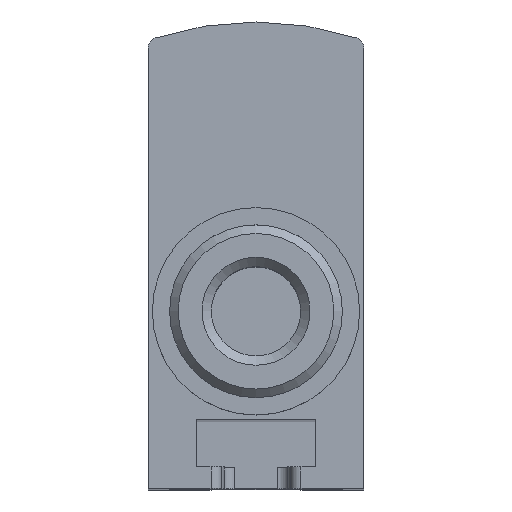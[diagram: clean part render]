
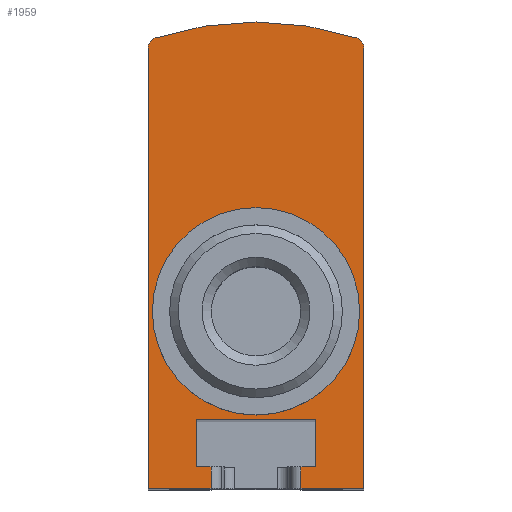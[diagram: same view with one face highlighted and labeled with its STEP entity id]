
A CAD part, top view. The second image highlights one B-rep face of the part: STEP entity #1959.
In plain terms, the highlighted planar face has unit normal (0, 0, 1).
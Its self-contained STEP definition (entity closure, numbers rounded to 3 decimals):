
#74=CIRCLE('',#2063,4.8);
#75=CIRCLE('',#2064,0.5);
#76=CIRCLE('',#2065,15.);
#77=CIRCLE('',#2066,0.5);
#181=ORIENTED_EDGE('',*,*,#553,.T.);
#182=ORIENTED_EDGE('',*,*,#554,.T.);
#183=ORIENTED_EDGE('',*,*,#555,.T.);
#184=ORIENTED_EDGE('',*,*,#556,.T.);
#185=ORIENTED_EDGE('',*,*,#557,.T.);
#186=ORIENTED_EDGE('',*,*,#558,.T.);
#187=ORIENTED_EDGE('',*,*,#559,.T.);
#188=ORIENTED_EDGE('',*,*,#560,.T.);
#189=ORIENTED_EDGE('',*,*,#561,.T.);
#190=ORIENTED_EDGE('',*,*,#562,.T.);
#191=ORIENTED_EDGE('',*,*,#563,.T.);
#192=ORIENTED_EDGE('',*,*,#564,.F.);
#193=ORIENTED_EDGE('',*,*,#565,.T.);
#194=ORIENTED_EDGE('',*,*,#566,.F.);
#195=ORIENTED_EDGE('',*,*,#567,.F.);
#553=EDGE_CURVE('',#737,#737,#74,.T.);
#554=EDGE_CURVE('',#738,#739,#866,.T.);
#555=EDGE_CURVE('',#739,#740,#867,.T.);
#556=EDGE_CURVE('',#740,#741,#868,.T.);
#557=EDGE_CURVE('',#741,#742,#869,.T.);
#558=EDGE_CURVE('',#742,#743,#870,.T.);
#559=EDGE_CURVE('',#743,#744,#75,.T.);
#560=EDGE_CURVE('',#744,#745,#76,.T.);
#561=EDGE_CURVE('',#745,#746,#77,.T.);
#562=EDGE_CURVE('',#746,#747,#871,.T.);
#563=EDGE_CURVE('',#747,#748,#872,.T.);
#564=EDGE_CURVE('',#749,#748,#873,.T.);
#565=EDGE_CURVE('',#749,#750,#874,.T.);
#566=EDGE_CURVE('',#751,#750,#875,.T.);
#567=EDGE_CURVE('',#738,#751,#876,.T.);
#737=VERTEX_POINT('',#2726);
#738=VERTEX_POINT('',#2728);
#739=VERTEX_POINT('',#2729);
#740=VERTEX_POINT('',#2731);
#741=VERTEX_POINT('',#2733);
#742=VERTEX_POINT('',#2735);
#743=VERTEX_POINT('',#2737);
#744=VERTEX_POINT('',#2739);
#745=VERTEX_POINT('',#2741);
#746=VERTEX_POINT('',#2743);
#747=VERTEX_POINT('',#2745);
#748=VERTEX_POINT('',#2747);
#749=VERTEX_POINT('',#2749);
#750=VERTEX_POINT('',#2751);
#751=VERTEX_POINT('',#2753);
#866=LINE('',#2727,#984);
#867=LINE('',#2730,#985);
#868=LINE('',#2732,#986);
#869=LINE('',#2734,#987);
#870=LINE('',#2736,#988);
#871=LINE('',#2744,#989);
#872=LINE('',#2746,#990);
#873=LINE('',#2748,#991);
#874=LINE('',#2750,#992);
#875=LINE('',#2752,#993);
#876=LINE('',#2754,#994);
#984=VECTOR('',#2273,1000.);
#985=VECTOR('',#2274,1000.);
#986=VECTOR('',#2275,1000.);
#987=VECTOR('',#2276,1000.);
#988=VECTOR('',#2277,1000.);
#989=VECTOR('',#2284,1000.);
#990=VECTOR('',#2285,1000.);
#991=VECTOR('',#2286,1000.);
#992=VECTOR('',#2287,1000.);
#993=VECTOR('',#2288,1000.);
#994=VECTOR('',#2289,1000.);
#1076=EDGE_LOOP('',(#181));
#1077=EDGE_LOOP('',(#182,#183,#184,#185,#186,#187,#188,#189,#190,#191,#192,
#193,#194,#195));
#1196=FACE_BOUND('',#1076,.T.);
#1197=FACE_BOUND('',#1077,.T.);
#1314=PLANE('',#2062);
#1959=ADVANCED_FACE('',(#1196,#1197),#1314,.T.);
#2062=AXIS2_PLACEMENT_3D('',#2724,#2269,#2270);
#2063=AXIS2_PLACEMENT_3D('',#2725,#2271,#2272);
#2064=AXIS2_PLACEMENT_3D('',#2738,#2278,#2279);
#2065=AXIS2_PLACEMENT_3D('',#2740,#2280,#2281);
#2066=AXIS2_PLACEMENT_3D('',#2742,#2282,#2283);
#2269=DIRECTION('',(0.,0.,1.));
#2270=DIRECTION('',(1.,0.,0.));
#2271=DIRECTION('',(0.,0.,-1.));
#2272=DIRECTION('',(-1.,0.,0.));
#2273=DIRECTION('',(0.,-1.,0.));
#2274=DIRECTION('',(-1.,0.,0.));
#2275=DIRECTION('',(0.,-1.,0.));
#2276=DIRECTION('',(1.,0.,0.));
#2277=DIRECTION('',(0.,1.,0.));
#2278=DIRECTION('',(0.,0.,1.));
#2279=DIRECTION('',(1.,0.,0.));
#2280=DIRECTION('',(0.,0.,1.));
#2281=DIRECTION('',(1.,0.,0.));
#2282=DIRECTION('',(0.,0.,1.));
#2283=DIRECTION('',(1.,0.,0.));
#2284=DIRECTION('',(0.,-1.,0.));
#2285=DIRECTION('',(1.,0.,0.));
#2286=DIRECTION('',(0.,-1.,0.));
#2287=DIRECTION('',(-1.,0.,0.));
#2288=DIRECTION('',(0.,-1.,0.));
#2289=DIRECTION('',(-1.,0.,0.));
#2724=CARTESIAN_POINT('',(-4.5,20.384,20.));
#2725=CARTESIAN_POINT('',(0.,8.2,20.));
#2726=CARTESIAN_POINT('',(-4.8,8.2,20.));
#2727=CARTESIAN_POINT('',(2.775,3.2,20.));
#2728=CARTESIAN_POINT('',(2.775,3.2,20.));
#2729=CARTESIAN_POINT('',(2.775,1.,20.));
#2730=CARTESIAN_POINT('',(2.775,1.,20.));
#2731=CARTESIAN_POINT('',(2.083,1.,20.));
#2732=CARTESIAN_POINT('',(2.083,1.,20.));
#2733=CARTESIAN_POINT('',(2.083,0.,20.));
#2734=CARTESIAN_POINT('',(-5.,0.,20.));
#2735=CARTESIAN_POINT('',(5.,0.,20.));
#2736=CARTESIAN_POINT('',(5.,0.,20.));
#2737=CARTESIAN_POINT('',(5.,20.384,20.));
#2738=CARTESIAN_POINT('',(4.5,20.384,20.));
#2739=CARTESIAN_POINT('',(4.655,20.859,20.));
#2740=CARTESIAN_POINT('',(0.,6.6,20.));
#2741=CARTESIAN_POINT('',(-4.655,20.859,20.));
#2742=CARTESIAN_POINT('',(-4.5,20.384,20.));
#2743=CARTESIAN_POINT('',(-5.,20.384,20.));
#2744=CARTESIAN_POINT('',(-5.,20.384,20.));
#2745=CARTESIAN_POINT('',(-5.,0.,20.));
#2746=CARTESIAN_POINT('',(-5.,0.,20.));
#2747=CARTESIAN_POINT('',(-2.083,0.,20.));
#2748=CARTESIAN_POINT('',(-2.083,1.,20.));
#2749=CARTESIAN_POINT('',(-2.083,1.,20.));
#2750=CARTESIAN_POINT('',(2.775,1.,20.));
#2751=CARTESIAN_POINT('',(-2.775,1.,20.));
#2752=CARTESIAN_POINT('',(-2.775,3.2,20.));
#2753=CARTESIAN_POINT('',(-2.775,3.2,20.));
#2754=CARTESIAN_POINT('',(2.775,3.2,20.));
